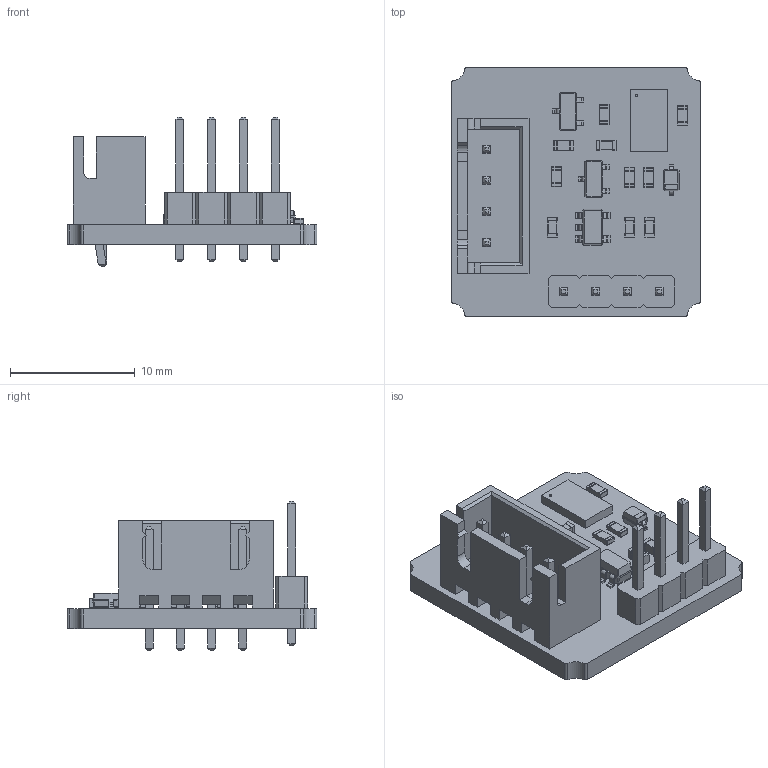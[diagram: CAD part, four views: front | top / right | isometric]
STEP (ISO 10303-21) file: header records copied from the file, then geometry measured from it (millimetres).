
FILE_DESCRIPTION(('KiCad electronic assembly'),'2;1');
FILE_NAME('ADXL345.step','2024-07-18T15:17:47',('Pcbnew'),('Kicad'), 'Open CASCADE STEP processor 7.8','KiCad to STEP converter','Unknown' );
FILE_SCHEMA(('AUTOMOTIVE_DESIGN { 1 0 10303 214 1 1 1 1 }'));
Length unit declared in the file: millimetre
Products named in the file (18): ADXL345 1; LGA-14_3x5mm_P0.8mm_LayoutBorder1x6y; LGA_14_3x5mm_P08mm_LayoutBorder1x6y; R_0603_1608Metric; JST_XH_B4B-XH-A_1x04_P2.50mm_Vertical; JST_B4B_XH_A; SOT-23; SOT_23; C_0603_1608Metric; PinHeader_1x04_P2.54mm_Vertical; PinHeader_1x04_P254mm_Vertical; D_SOD-323; D_SOD_323; SOT-23-5; SOT_23_5; _autosave-ADXL345_PCB
Assembly tree (26 placements, depth 3):
  ADXL345 1
    LGA-14_3x5mm_P0.8mm_LayoutBorder1x6y
      LGA_14_3x5mm_P08mm_LayoutBorder1x6y
    R_0603_1608Metric  x6
      R_0603_1608Metric
    JST_XH_B4B-XH-A_1x04_P2.50mm_Vertical
      JST_B4B_XH_A
    SOT-23  x2
      SOT_23
    C_0603_1608Metric  x4
      C_0603_1608Metric
    PinHeader_1x04_P2.54mm_Vertical
      PinHeader_1x04_P254mm_Vertical
    D_SOD-323
      D_SOD_323
    SOT-23-5
      SOT_23_5
    _autosave-ADXL345_PCB
Bounding box: 20 x 20 x 11.94 mm (x, y, z)
Volume: 986.5 mm3; surface area: 1959.4 mm2
Topology: 18 solids, 18 shells, 941 faces, 2349 edges, 1484 vertices
Faces by surface type: plane 659, cylinder 173, bspline 109
Full cylindrical faces by diameter (mm): 0.2 x1, 0.95 x4, 1 x4
Entity records: 23516 total; most frequent: CARTESIAN_POINT 3647, ORIENTED_EDGE 3226, DIRECTION 2879, EDGE_CURVE 1613, LINE 1347, VECTOR 1347, VERTEX_POINT 1014, AXIS2_PLACEMENT_3D 766
